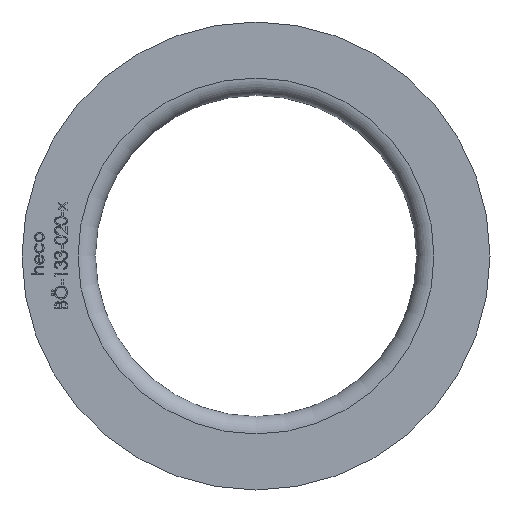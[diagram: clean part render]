
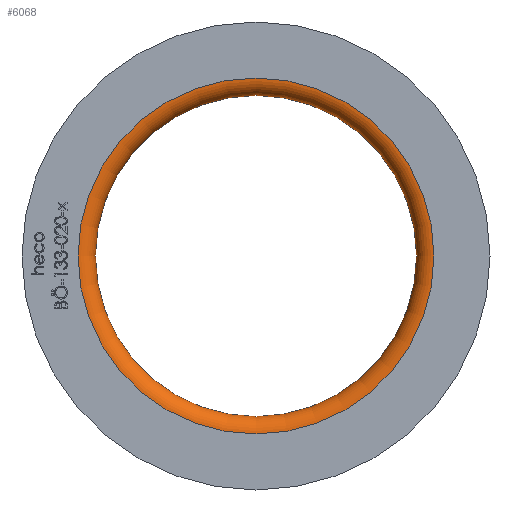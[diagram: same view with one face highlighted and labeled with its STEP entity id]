
A CAD part, left-side view. The second image highlights one B-rep face of the part: STEP entity #6068.
In plain terms, the highlighted toroidal (fillet/blend) face has major radius 71.5 mm and minor radius 7 mm.
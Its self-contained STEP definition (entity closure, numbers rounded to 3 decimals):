
#1 = ORIENTED_EDGE ( 'NONE', *, *, #7072, .T. ) ;
#865 = EDGE_LOOP ( 'NONE', ( #1 ) ) ;
#2687 = FACE_OUTER_BOUND ( 'NONE', #14653, .T. ) ;
#2771 = DIRECTION ( 'NONE',  ( -1., 0., 0. ) ) ;
#3953 = FACE_OUTER_BOUND ( 'NONE', #865, .T. ) ;
#3997 = DIRECTION ( 'NONE',  ( 0., 0., 1. ) ) ;
#4949 = VERTEX_POINT ( 'NONE', #7704 ) ;
#5495 = CARTESIAN_POINT ( 'NONE',  ( 0., 0., 0. ) ) ;
#6068 = ADVANCED_FACE ( 'NONE', ( #2687, #3953 ), #8479, .T. ) ;
#6813 = ORIENTED_EDGE ( 'NONE', *, *, #10759, .F. ) ;
#7072 = EDGE_CURVE ( 'NONE', #4949, #4949, #9493, .T. ) ;
#7387 = CARTESIAN_POINT ( 'NONE',  ( 7., 0., 64.5 ) ) ;
#7704 = CARTESIAN_POINT ( 'NONE',  ( 0., 0., 71.5 ) ) ;
#8479 = TOROIDAL_SURFACE ( 'NONE', #14993, 71.5, 7. ) ;
#8499 = AXIS2_PLACEMENT_3D ( 'NONE', #5495, #12803, #14914 ) ;
#8774 = CARTESIAN_POINT ( 'NONE',  ( 7., 0., 0. ) ) ;
#9493 = CIRCLE ( 'NONE', #8499, 71.5 ) ;
#9977 = DIRECTION ( 'NONE',  ( 0., 0., 1. ) ) ;
#10062 = VERTEX_POINT ( 'NONE', #7387 ) ;
#10406 = AXIS2_PLACEMENT_3D ( 'NONE', #8774, #14741, #3997 ) ;
#10759 = EDGE_CURVE ( 'NONE', #10062, #10062, #12174, .T. ) ;
#12174 = CIRCLE ( 'NONE', #10406, 64.5 ) ;
#12803 = DIRECTION ( 'NONE',  ( -1., 0., 0. ) ) ;
#14653 = EDGE_LOOP ( 'NONE', ( #6813 ) ) ;
#14741 = DIRECTION ( 'NONE',  ( -1., 0., 0. ) ) ;
#14774 = CARTESIAN_POINT ( 'NONE',  ( 7., 0., 0. ) ) ;
#14914 = DIRECTION ( 'NONE',  ( 0., 0., 1. ) ) ;
#14993 = AXIS2_PLACEMENT_3D ( 'NONE', #14774, #2771, #9977 ) ;
